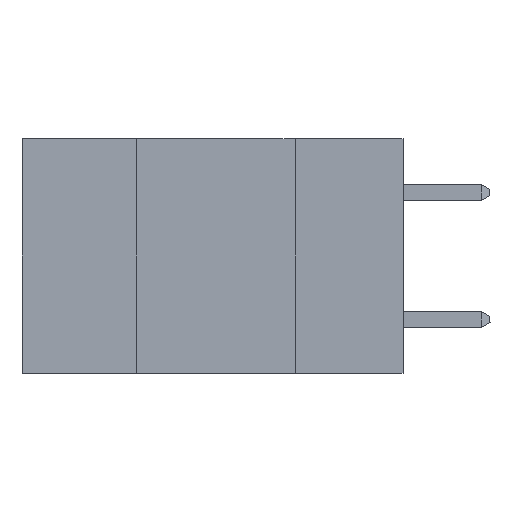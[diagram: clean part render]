
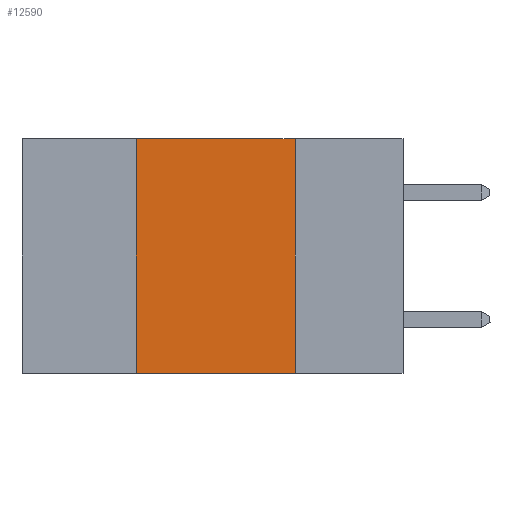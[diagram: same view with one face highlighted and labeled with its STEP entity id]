
A CAD part, left-side view. The second image highlights one B-rep face of the part: STEP entity #12590.
In plain terms, the highlighted planar face has unit normal (-1, 0, 0).
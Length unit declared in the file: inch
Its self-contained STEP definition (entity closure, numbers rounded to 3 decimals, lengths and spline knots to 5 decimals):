
#24 = VERTEX_POINT ( 'NONE', #17579 ) ;
#220 = EDGE_LOOP ( 'NONE', ( #28186, #27223, #13035, #10587 ) ) ;
#328 = CARTESIAN_POINT ( 'NONE',  ( 0., 0.17, -0.37 ) ) ;
#361 = CARTESIAN_POINT ( 'NONE',  ( 0., 0.6, 0. ) ) ;
#674 = EDGE_CURVE ( 'NONE', #4885, #24, #20190, .T. ) ;
#1688 = EDGE_CURVE ( 'NONE', #24, #3224, #15461, .T. ) ;
#3224 = VERTEX_POINT ( 'NONE', #6850 ) ;
#3804 = CARTESIAN_POINT ( 'NONE',  ( 0., 0.6, -0.37 ) ) ;
#3995 = DIRECTION ( 'NONE',  ( 0., -1., 0. ) ) ;
#4855 = LINE ( 'NONE', #3804, #23640 ) ;
#4885 = VERTEX_POINT ( 'NONE', #13858 ) ;
#6850 = CARTESIAN_POINT ( 'NONE',  ( 0., 0.17, 0. ) ) ;
#7872 = VECTOR ( 'NONE', #12255, 39.37008 ) ;
#7938 = CARTESIAN_POINT ( 'NONE',  ( 0., 0.17, 0. ) ) ;
#8128 = PLANE ( 'NONE',  #15328 ) ;
#10587 = ORIENTED_EDGE ( 'NONE', *, *, #22326, .T. ) ;
#12162 = CARTESIAN_POINT ( 'NONE',  ( 0., 0.42, 0. ) ) ;
#12255 = DIRECTION ( 'NONE',  ( 0., 0., 1. ) ) ;
#12590 = ADVANCED_FACE ( 'NONE', ( #16819 ), #8128, .F. ) ;
#12730 = DIRECTION ( 'NONE',  ( 0., 0., -1. ) ) ;
#12921 = DIRECTION ( 'NONE',  ( 0., 0., -1. ) ) ;
#13035 = ORIENTED_EDGE ( 'NONE', *, *, #674, .F. ) ;
#13858 = CARTESIAN_POINT ( 'NONE',  ( 0., 0.42, -0.37 ) ) ;
#15120 = DIRECTION ( 'NONE',  ( 1., 0., 0. ) ) ;
#15328 = AXIS2_PLACEMENT_3D ( 'NONE', #24302, #15120, #12921 ) ;
#15461 = LINE ( 'NONE', #361, #24091 ) ;
#15767 = VERTEX_POINT ( 'NONE', #328 ) ;
#16819 = FACE_OUTER_BOUND ( 'NONE', #220, .T. ) ;
#16910 = VECTOR ( 'NONE', #12730, 39.37008 ) ;
#17579 = CARTESIAN_POINT ( 'NONE',  ( 0., 0.42, 0. ) ) ;
#17762 = EDGE_CURVE ( 'NONE', #3224, #15767, #22695, .T. ) ;
#20190 = LINE ( 'NONE', #12162, #7872 ) ;
#22326 = EDGE_CURVE ( 'NONE', #4885, #15767, #4855, .T. ) ;
#22695 = LINE ( 'NONE', #7938, #16910 ) ;
#23640 = VECTOR ( 'NONE', #3995, 39.37008 ) ;
#24091 = VECTOR ( 'NONE', #27901, 39.37008 ) ;
#24302 = CARTESIAN_POINT ( 'NONE',  ( 0., 0.6, 0. ) ) ;
#27223 = ORIENTED_EDGE ( 'NONE', *, *, #1688, .F. ) ;
#27901 = DIRECTION ( 'NONE',  ( 0., -1., 0. ) ) ;
#28186 = ORIENTED_EDGE ( 'NONE', *, *, #17762, .F. ) ;
